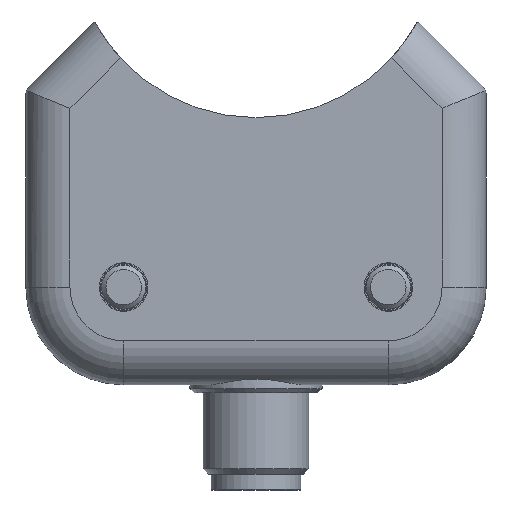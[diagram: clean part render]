
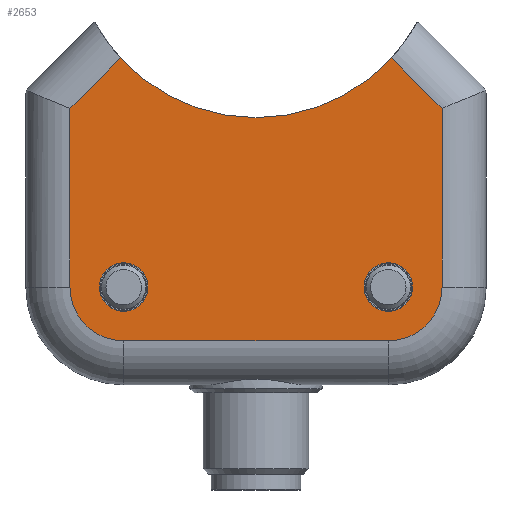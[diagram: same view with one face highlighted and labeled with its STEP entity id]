
A CAD part, front view. The second image highlights one B-rep face of the part: STEP entity #2653.
In plain terms, the highlighted planar face has unit normal (0, -1, 0).
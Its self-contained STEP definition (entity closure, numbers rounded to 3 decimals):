
#193=LINE('',#3835,#301);
#206=LINE('',#3966,#314);
#208=LINE('',#3976,#316);
#209=LINE('',#3977,#317);
#210=LINE('',#3979,#318);
#301=VECTOR('',#3164,1000.);
#314=VECTOR('',#3205,1000.);
#316=VECTOR('',#3215,1000.);
#317=VECTOR('',#3216,1000.);
#318=VECTOR('',#3217,1000.);
#494=ORIENTED_EDGE('',*,*,#989,.F.);
#495=ORIENTED_EDGE('',*,*,#990,.F.);
#496=ORIENTED_EDGE('',*,*,#986,.F.);
#497=ORIENTED_EDGE('',*,*,#991,.T.);
#498=ORIENTED_EDGE('',*,*,#938,.T.);
#499=ORIENTED_EDGE('',*,*,#992,.F.);
#500=ORIENTED_EDGE('',*,*,#993,.T.);
#501=ORIENTED_EDGE('',*,*,#994,.F.);
#502=ORIENTED_EDGE('',*,*,#955,.T.);
#503=ORIENTED_EDGE('',*,*,#995,.T.);
#938=EDGE_CURVE('',#1196,#1195,#1346,.T.);
#955=EDGE_CURVE('',#1201,#1200,#193,.F.);
#986=EDGE_CURVE('',#1224,#1225,#206,.T.);
#989=EDGE_CURVE('',#1227,#1227,#1354,.T.);
#990=EDGE_CURVE('',#1228,#1228,#1355,.T.);
#991=EDGE_CURVE('',#1224,#1196,#208,.T.);
#992=EDGE_CURVE('',#1229,#1195,#209,.T.);
#993=EDGE_CURVE('',#1229,#1230,#210,.T.);
#994=EDGE_CURVE('',#1201,#1230,#1356,.T.);
#995=EDGE_CURVE('',#1200,#1225,#1357,.T.);
#1195=VERTEX_POINT('',#3801);
#1196=VERTEX_POINT('',#3803);
#1200=VERTEX_POINT('',#3834);
#1201=VERTEX_POINT('',#3836);
#1224=VERTEX_POINT('',#3965);
#1225=VERTEX_POINT('',#3967);
#1227=VERTEX_POINT('',#3973);
#1228=VERTEX_POINT('',#3975);
#1229=VERTEX_POINT('',#3978);
#1230=VERTEX_POINT('',#3980);
#1346=CIRCLE('',#2821,20.8);
#1354=CIRCLE('',#2840,2.75);
#1355=CIRCLE('',#2841,2.75);
#1356=CIRCLE('',#2842,6.085);
#1357=CIRCLE('',#2843,6.085);
#1459=EDGE_LOOP('',(#494));
#1460=EDGE_LOOP('',(#495));
#1461=EDGE_LOOP('',(#496,#497,#498,#499,#500,#501,#502,#503));
#1653=FACE_BOUND('',#1459,.T.);
#1654=FACE_BOUND('',#1460,.T.);
#1655=FACE_BOUND('',#1461,.T.);
#1837=PLANE('',#2839);
#2653=ADVANCED_FACE('',(#1653,#1654,#1655),#1837,.F.);
#2821=AXIS2_PLACEMENT_3D('',#3802,#3145,#3146);
#2839=AXIS2_PLACEMENT_3D('',#3971,#3209,#3210);
#2840=AXIS2_PLACEMENT_3D('',#3972,#3211,#3212);
#2841=AXIS2_PLACEMENT_3D('',#3974,#3213,#3214);
#2842=AXIS2_PLACEMENT_3D('',#3981,#3218,#3219);
#2843=AXIS2_PLACEMENT_3D('',#3982,#3220,#3221);
#3145=DIRECTION('',(0.,1.,0.));
#3146=DIRECTION('',(1.,0.,0.));
#3164=DIRECTION('',(-1.,0.,0.));
#3205=DIRECTION('',(0.,0.,-1.));
#3209=DIRECTION('',(0.,1.,0.));
#3210=DIRECTION('',(0.,0.,1.));
#3211=DIRECTION('',(0.,-1.,0.));
#3212=DIRECTION('',(0.,0.,-1.));
#3213=DIRECTION('',(0.,-1.,0.));
#3214=DIRECTION('',(0.,0.,-1.));
#3215=DIRECTION('',(-0.707,0.,0.707));
#3216=DIRECTION('',(0.707,0.,0.707));
#3217=DIRECTION('',(0.,0.,-1.));
#3218=DIRECTION('',(0.,1.,0.));
#3219=DIRECTION('',(0.,0.,1.));
#3220=DIRECTION('',(0.,-1.,0.));
#3221=DIRECTION('',(0.,0.,-1.));
#3801=CARTESIAN_POINT('',(-15.361,0.,37.066));
#3802=CARTESIAN_POINT('',(0.,0.,51.09));
#3803=CARTESIAN_POINT('',(15.361,0.,37.066));
#3834=CARTESIAN_POINT('',(15.,0.,5.));
#3835=CARTESIAN_POINT('',(26.,0.,5.));
#3836=CARTESIAN_POINT('',(-15.,0.,5.));
#3965=CARTESIAN_POINT('',(21.085,0.,31.342));
#3966=CARTESIAN_POINT('',(21.085,0.,50.));
#3967=CARTESIAN_POINT('',(21.085,0.,11.085));
#3971=CARTESIAN_POINT('',(-25.045,0.,32.983));
#3972=CARTESIAN_POINT('',(-15.,0.,11.09));
#3973=CARTESIAN_POINT('',(-15.,0.,8.34));
#3974=CARTESIAN_POINT('',(15.,0.,11.09));
#3975=CARTESIAN_POINT('',(15.,0.,8.34));
#3976=CARTESIAN_POINT('',(40.969,0.,11.458));
#3977=CARTESIAN_POINT('',(-40.969,0.,11.458));
#3978=CARTESIAN_POINT('',(-21.085,0.,31.342));
#3979=CARTESIAN_POINT('',(-21.085,0.,50.));
#3980=CARTESIAN_POINT('',(-21.085,0.,11.085));
#3981=CARTESIAN_POINT('',(-15.,0.,11.085));
#3982=CARTESIAN_POINT('',(15.,0.,11.085));
